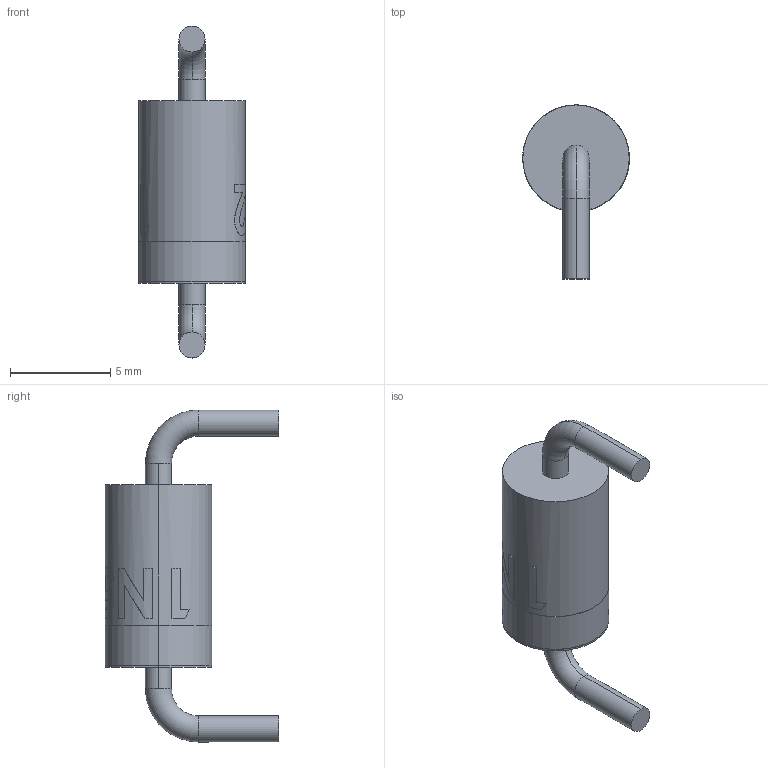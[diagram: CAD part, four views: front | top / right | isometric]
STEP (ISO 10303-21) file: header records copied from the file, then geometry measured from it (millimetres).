
FILE_DESCRIPTION (( 'STEP AP214' ), '1' );
FILE_NAME ('Diodo 1N5822.STEP', '2018-04-24T14:49:51', ( '' ), ( '' ), 'SwSTEP 2.0', 'SolidWorks 2016', '' );
FILE_SCHEMA (( 'AUTOMOTIVE_DESIGN' ));
Length unit declared in the file: millimetre
Products named in the file (4): Anel^Diodo 1N5822; Corpo^Diodo 1N5822; Terminais^Diodo 1N5822; Diodo 1N5822
Assembly tree (4 placements, depth 2):
  Diodo 1N5822
    Terminais^Diodo 1N5822  x2
    Corpo^Diodo 1N5822
    Anel^Diodo 1N5822
Bounding box: 5.32 x 8.66 x 16.54 mm (x, y, z)
Volume: 223 mm3; surface area: 335.8 mm2
Topology: 4 solids, 4 shells, 107 faces, 269 edges, 178 vertices
Faces by surface type: bspline 46, plane 35, cylinder 22, torus 4
Entity records: 9501 total; most frequent: CARTESIAN_POINT 6350, ORIENTED_EDGE 506, DIRECTION 282, EDGE_CURVE 253, VERTEX_POINT 168, B_SPLINE_CURVE_WITH_KNOTS 147, AXIS2_PLACEMENT_3D 116, EDGE_LOOP 109
